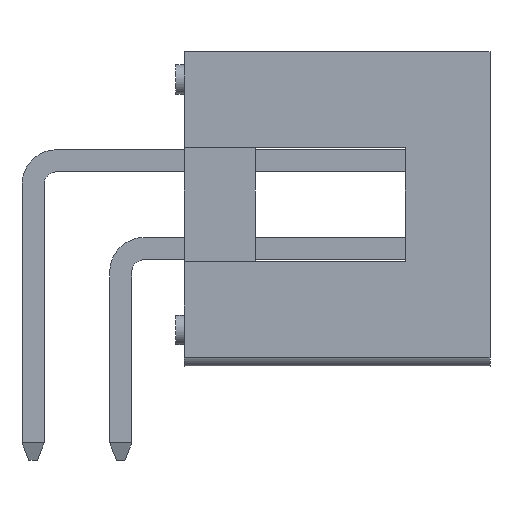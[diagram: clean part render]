
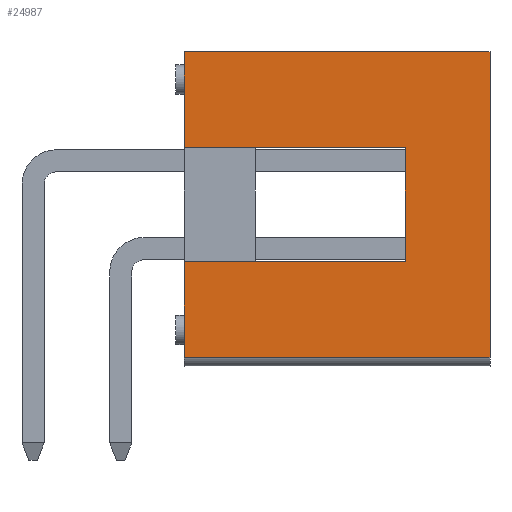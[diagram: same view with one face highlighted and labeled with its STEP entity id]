
A CAD part, front view. The second image highlights one B-rep face of the part: STEP entity #24987.
In plain terms, the highlighted face is planar.
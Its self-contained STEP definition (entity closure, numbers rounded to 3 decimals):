
#354=LINE('',#32862,#2681);
#370=LINE('',#32896,#2697);
#379=LINE('',#32914,#2706);
#381=LINE('',#32918,#2708);
#382=LINE('',#32920,#2709);
#383=LINE('',#32922,#2710);
#384=LINE('',#32924,#2711);
#385=LINE('',#32926,#2712);
#2681=VECTOR('',#27781,1000.);
#2697=VECTOR('',#27805,1000.);
#2706=VECTOR('',#27818,1000.);
#2708=VECTOR('',#27822,1000.);
#2709=VECTOR('',#27823,1000.);
#2710=VECTOR('',#27824,1000.);
#2711=VECTOR('',#27825,1000.);
#2712=VECTOR('',#27826,1000.);
#5154=ORIENTED_EDGE('',*,*,#10142,.T.);
#5155=ORIENTED_EDGE('',*,*,#10143,.F.);
#5156=ORIENTED_EDGE('',*,*,#10144,.T.);
#5157=ORIENTED_EDGE('',*,*,#10145,.T.);
#5158=ORIENTED_EDGE('',*,*,#10146,.T.);
#5159=ORIENTED_EDGE('',*,*,#10140,.F.);
#5160=ORIENTED_EDGE('',*,*,#10131,.F.);
#5161=ORIENTED_EDGE('',*,*,#10113,.T.);
#10113=EDGE_CURVE('',#12613,#12612,#354,.T.);
#10131=EDGE_CURVE('',#12613,#12621,#370,.T.);
#10140=EDGE_CURVE('',#12621,#12634,#379,.T.);
#10142=EDGE_CURVE('',#12612,#12635,#381,.T.);
#10143=EDGE_CURVE('',#12636,#12635,#382,.T.);
#10144=EDGE_CURVE('',#12636,#12637,#383,.T.);
#10145=EDGE_CURVE('',#12637,#12638,#384,.T.);
#10146=EDGE_CURVE('',#12638,#12634,#385,.T.);
#12612=VERTEX_POINT('',#32861);
#12613=VERTEX_POINT('',#32863);
#12621=VERTEX_POINT('',#32882);
#12634=VERTEX_POINT('',#32915);
#12635=VERTEX_POINT('',#32919);
#12636=VERTEX_POINT('',#32921);
#12637=VERTEX_POINT('',#32923);
#12638=VERTEX_POINT('',#32925);
#14064=EDGE_LOOP('',(#5154,#5155,#5156,#5157,#5158,#5159,#5160,#5161));
#15239=FACE_BOUND('',#14064,.T.);
#16404=PLANE('',#26090);
#24987=ADVANCED_FACE('',(#15239),#16404,.T.);
#26090=AXIS2_PLACEMENT_3D('',#32917,#27820,#27821);
#27781=DIRECTION('',(0.,0.,-1.));
#27805=DIRECTION('',(0.,1.,0.));
#27818=DIRECTION('',(0.,0.,-1.));
#27820=DIRECTION('',(1.,0.,0.));
#27821=DIRECTION('',(0.,0.,-1.));
#27822=DIRECTION('',(0.,1.,0.));
#27823=DIRECTION('',(0.,0.,-1.));
#27824=DIRECTION('',(0.,1.,0.));
#27825=DIRECTION('',(0.,0.,-1.));
#27826=DIRECTION('',(0.,1.,0.));
#32861=CARTESIAN_POINT('',(29.23,-4.425,-4.425));
#32862=CARTESIAN_POINT('',(29.23,-4.425,4.425));
#32863=CARTESIAN_POINT('',(29.23,-4.425,4.425));
#32882=CARTESIAN_POINT('',(29.23,4.425,4.425));
#32896=CARTESIAN_POINT('',(29.23,-4.425,4.425));
#32914=CARTESIAN_POINT('',(29.23,4.425,4.425));
#32915=CARTESIAN_POINT('',(29.23,4.425,-4.425));
#32917=CARTESIAN_POINT('',(29.23,-4.425,4.425));
#32918=CARTESIAN_POINT('',(29.23,-4.425,-4.425));
#32919=CARTESIAN_POINT('',(29.23,-1.65,-4.425));
#32920=CARTESIAN_POINT('',(29.23,-1.65,1.975));
#32921=CARTESIAN_POINT('',(29.23,-1.65,1.975));
#32922=CARTESIAN_POINT('',(29.23,-1.65,1.975));
#32923=CARTESIAN_POINT('',(29.23,1.65,1.975));
#32924=CARTESIAN_POINT('',(29.23,1.65,1.975));
#32925=CARTESIAN_POINT('',(29.23,1.65,-4.425));
#32926=CARTESIAN_POINT('',(29.23,-4.425,-4.425));
